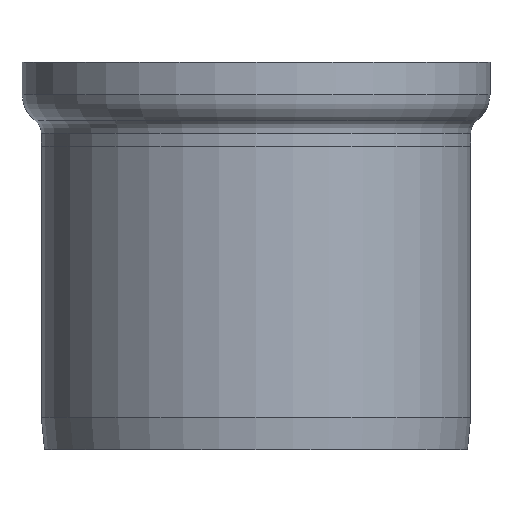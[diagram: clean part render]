
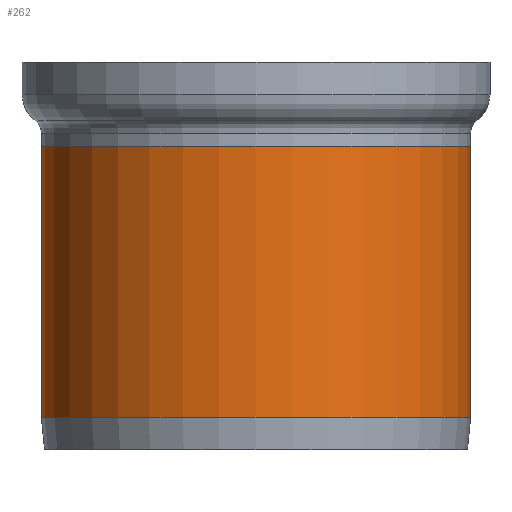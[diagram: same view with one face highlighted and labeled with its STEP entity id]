
A CAD part, front view. The second image highlights one B-rep face of the part: STEP entity #262.
In plain terms, the highlighted cylindrical face has radius 665 mm (diameter 1330 mm), a full revolution.
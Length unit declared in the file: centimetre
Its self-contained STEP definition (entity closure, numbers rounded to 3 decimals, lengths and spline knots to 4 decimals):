
#50=FACE_OUTER_BOUND('',#69,.T.);
#69=EDGE_LOOP('',(#236,#237,#238,#239,#240));
#78=LINE('',#483,#87);
#87=VECTOR('',#406,66.5);
#106=CIRCLE('',#296,66.5);
#112=CIRCLE('',#305,66.5);
#113=CIRCLE('',#306,66.5);
#128=VERTEX_POINT('',#458);
#134=VERTEX_POINT('',#475);
#135=VERTEX_POINT('',#477);
#158=EDGE_CURVE('',#128,#128,#106,.T.);
#167=EDGE_CURVE('',#134,#135,#112,.T.);
#168=EDGE_CURVE('',#135,#134,#113,.T.);
#170=EDGE_CURVE('',#128,#135,#78,.T.);
#236=ORIENTED_EDGE('',*,*,#158,.T.);
#237=ORIENTED_EDGE('',*,*,#170,.T.);
#238=ORIENTED_EDGE('',*,*,#167,.F.);
#239=ORIENTED_EDGE('',*,*,#168,.F.);
#240=ORIENTED_EDGE('',*,*,#170,.F.);
#246=CYLINDRICAL_SURFACE('',#308,66.5);
#262=ADVANCED_FACE('',(#50),#246,.T.);
#296=AXIS2_PLACEMENT_3D('',#459,#376,#377);
#305=AXIS2_PLACEMENT_3D('',#478,#397,#398);
#306=AXIS2_PLACEMENT_3D('',#479,#399,#400);
#308=AXIS2_PLACEMENT_3D('',#482,#404,#405);
#376=DIRECTION('center_axis',(0.,0.,-1.));
#377=DIRECTION('ref_axis',(-1.,0.,0.));
#397=DIRECTION('center_axis',(0.,0.,-1.));
#398=DIRECTION('ref_axis',(1.,0.,0.));
#399=DIRECTION('center_axis',(0.,0.,-1.));
#400=DIRECTION('ref_axis',(1.,0.,0.));
#404=DIRECTION('center_axis',(0.,0.,1.));
#405=DIRECTION('ref_axis',(-1.,0.,0.));
#406=DIRECTION('',(0.,0.,-1.));
#458=CARTESIAN_POINT('',(66.5,0.,94.));
#459=CARTESIAN_POINT('Origin',(0.,0.,94.));
#475=CARTESIAN_POINT('',(0.,66.5,10.));
#477=CARTESIAN_POINT('',(66.5,0.,10.));
#478=CARTESIAN_POINT('Origin',(0.,0.,10.));
#479=CARTESIAN_POINT('Origin',(0.,0.,10.));
#482=CARTESIAN_POINT('Origin',(0.,0.,96.));
#483=CARTESIAN_POINT('',(66.5,0.,96.));
